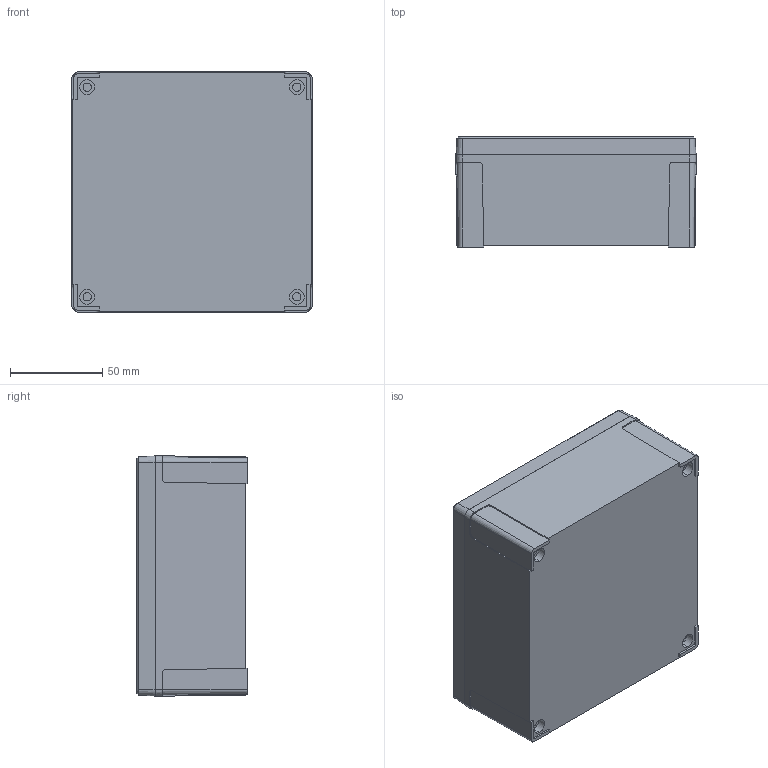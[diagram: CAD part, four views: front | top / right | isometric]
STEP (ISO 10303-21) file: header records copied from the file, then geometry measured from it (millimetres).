
FILE_DESCRIPTION (( 'STEP AP214' ), '1' );
FILE_NAME ('6011307_FIBOX_MNX_PC_125_60_HG.STEP', '2023-02-16T11:18:55', ( '' ), ( '' ), 'SwSTEP 2.0', 'SolidWorks 2021', '' );
FILE_SCHEMA (( 'AUTOMOTIVE_DESIGN' ));
Length unit declared in the file: millimetre
Products named in the file (4): 6011307_FIBOX_MNX_PC_125_60_HG; FIBOX_MNXSS14550L; FIBOX_MNX12510C; FIBOX_MNX125HB
Assembly tree (6 placements, depth 2):
  6011307_FIBOX_MNX_PC_125_60_HG
    FIBOX_MNX125HB
    FIBOX_MNX12510C
    FIBOX_MNXSS14550L  x4
Bounding box: 130.1 x 60 x 130.1 mm (x, y, z)
Volume: 217518.3 mm3; surface area: 135944.3 mm2
Topology: 6 solids, 6 shells, 474 faces, 1173 edges, 774 vertices
Faces by surface type: plane 282, cylinder 152, cone 40
Entity records: 11923 total; most frequent: CARTESIAN_POINT 2202, DIRECTION 2051, ORIENTED_EDGE 1938, EDGE_CURVE 969, AXIS2_PLACEMENT_3D 731, VERTEX_POINT 642, LINE 589, VECTOR 589
